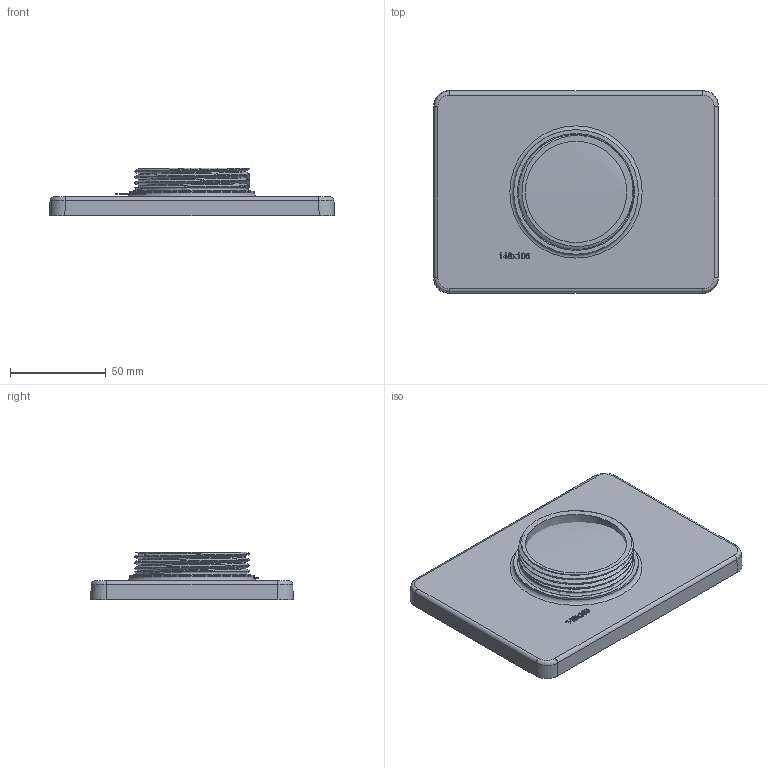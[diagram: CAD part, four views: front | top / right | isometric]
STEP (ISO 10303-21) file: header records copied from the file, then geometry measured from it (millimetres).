
FILE_DESCRIPTION(/* description */ (''),/* implementation_level */ '2;1');
FILE_NAME(/* name */ 'Injection Molded Adapter.step',/* time_stamp */ '2020-03-19T00:28:48-04:00',/* author */ (''),/* organization */ (''),/* preprocessor_version */ 'ST-DEVELOPER v18',/* originating_system */ 'Autodesk Translation Framework v8.12.0.6',/* authorisation */ '');
FILE_SCHEMA (('AUTOMOTIVE_DESIGN { 1 0 10303 214 3 1 1 }'));
Length unit declared in the file: millimetre
Products named in the file (1): Adapter
Bounding box: 148.7 x 105.7 x 25 mm (x, y, z)
Volume: 54519.4 mm3; surface area: 77953.2 mm2
Topology: 8 solids, 8 shells, 760 faces, 2071 edges, 1330 vertices
Faces by surface type: plane 328, cylinder 285, bspline 143, torus 3, cone 1
Full cylindrical faces by diameter (mm): 56.324 x2, 59.764 x5, 61 x1, 65 x1
Entity records: 26768 total; most frequent: CARTESIAN_POINT 8216, ORIENTED_EDGE 4142, DIRECTION 3439, EDGE_CURVE 2071, VERTEX_POINT 1330, LINE 1327, VECTOR 1327, AXIS2_PLACEMENT_3D 1056
